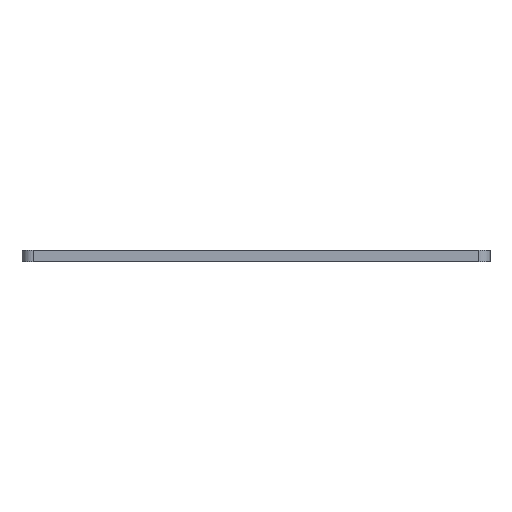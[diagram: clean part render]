
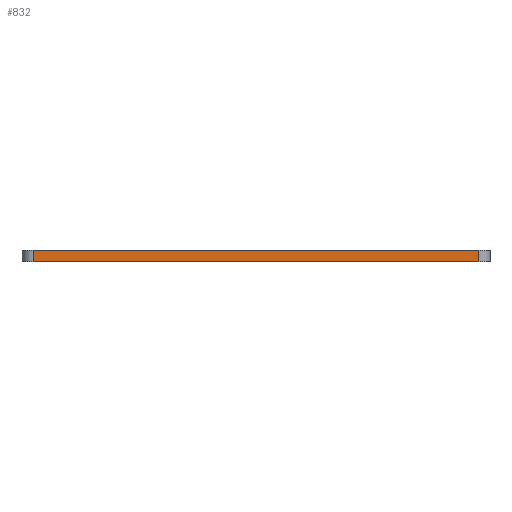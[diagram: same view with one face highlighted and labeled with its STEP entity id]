
A CAD part, front view. The second image highlights one B-rep face of the part: STEP entity #832.
In plain terms, the highlighted planar face has unit normal (0, -1, 0).
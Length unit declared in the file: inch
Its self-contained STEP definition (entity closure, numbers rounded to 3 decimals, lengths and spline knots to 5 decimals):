
#173=FACE_OUTER_BOUND($,#215,.T.);
#215=EDGE_LOOP($,(#584,#585,#586,#587));
#330=LINE($,#1235,#368);
#331=LINE($,#1237,#369);
#332=LINE($,#1239,#370);
#333=LINE($,#1240,#371);
#368=VECTOR($,#988,5.);
#369=VECTOR($,#989,0.125);
#370=VECTOR($,#990,5.);
#371=VECTOR($,#991,0.125);
#406=VERTEX_POINT($,#1233);
#407=VERTEX_POINT($,#1234);
#408=VERTEX_POINT($,#1236);
#409=VERTEX_POINT($,#1238);
#486=EDGE_CURVE($,#406,#407,#330,.T.);
#487=EDGE_CURVE($,#407,#408,#331,.T.);
#488=EDGE_CURVE($,#409,#408,#332,.T.);
#489=EDGE_CURVE($,#409,#406,#333,.F.);
#584=ORIENTED_EDGE($,*,*,#486,.T.);
#585=ORIENTED_EDGE($,*,*,#487,.T.);
#586=ORIENTED_EDGE($,*,*,#488,.F.);
#587=ORIENTED_EDGE($,*,*,#489,.T.);
#777=PLANE($,#877);
#832=ADVANCED_FACE($,(#173),#777,.T.);
#877=AXIS2_PLACEMENT_3D($,#1232,#986,#987);
#986=DIRECTION('center_axis',(0.,-1.,0.));
#987=DIRECTION('ref_axis',(0.,0.,-1.));
#988=DIRECTION($,(1.,0.,0.));
#989=DIRECTION($,(0.,0.,1.));
#990=DIRECTION($,(1.,0.,0.));
#991=DIRECTION($,(0.,0.,1.));
#1232=CARTESIAN_POINT('Origin',(-2.5,-2.5,0.));
#1233=CARTESIAN_POINT('',(-2.375,-2.5,0.));
#1234=CARTESIAN_POINT('',(2.625,-2.5,0.));
#1235=CARTESIAN_POINT($,(-2.375,-2.5,0.));
#1236=CARTESIAN_POINT('',(2.625,-2.5,0.125));
#1237=CARTESIAN_POINT($,(2.625,-2.5,0.));
#1238=CARTESIAN_POINT('',(-2.375,-2.5,0.125));
#1239=CARTESIAN_POINT($,(-2.375,-2.5,0.125));
#1240=CARTESIAN_POINT($,(-2.375,-2.5,0.));
